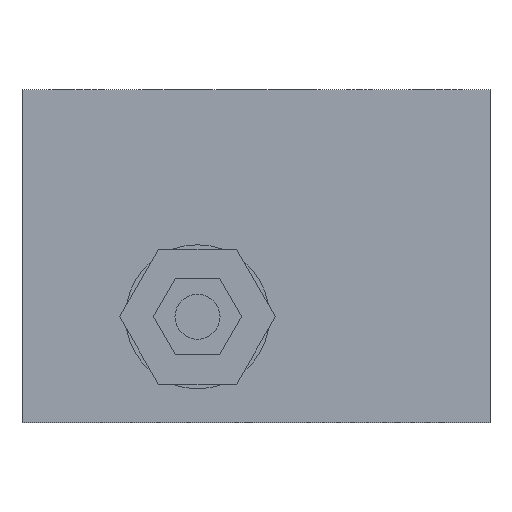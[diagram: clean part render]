
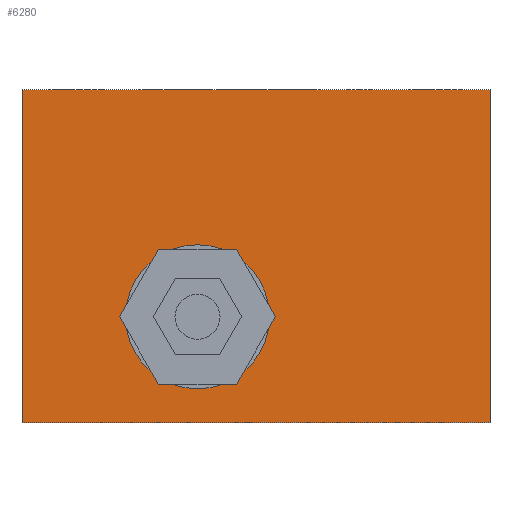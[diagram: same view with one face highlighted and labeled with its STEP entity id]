
A CAD part, front view. The second image highlights one B-rep face of the part: STEP entity #6280.
In plain terms, the highlighted planar face has unit normal (0, -1, 0).
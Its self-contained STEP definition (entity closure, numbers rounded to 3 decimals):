
#163=LINE('',#8322,#718);
#244=LINE('',#8736,#799);
#302=LINE('',#8996,#857);
#588=LINE('',#10650,#1143);
#718=VECTOR('',#6883,104.);
#799=VECTOR('',#7024,74.);
#857=VECTOR('',#7128,74.);
#1143=VECTOR('',#7584,104.);
#1656=FACE_BOUND('',#2691,.T.);
#1843=PLANE('',#6647);
#2208=FACE_OUTER_BOUND('',#2690,.T.);
#2690=EDGE_LOOP('',(#5761,#5762,#5763,#5764));
#2691=EDGE_LOOP('',(#5765));
#2800=CIRCLE('',#6556,16.);
#2916=VERTEX_POINT('',#8319);
#2917=VERTEX_POINT('',#8321);
#2996=VERTEX_POINT('',#8735);
#3047=VERTEX_POINT('',#8995);
#3342=VERTEX_POINT('',#10697);
#3530=EDGE_CURVE('',#2916,#2917,#163,.T.);
#3645=EDGE_CURVE('',#2996,#2917,#244,.T.);
#3721=EDGE_CURVE('',#3047,#2916,#302,.T.);
#4135=EDGE_CURVE('',#2996,#3047,#588,.T.);
#4155=EDGE_CURVE('',#3342,#3342,#2800,.T.);
#5761=ORIENTED_EDGE('',*,*,#3645,.T.);
#5762=ORIENTED_EDGE('',*,*,#3530,.F.);
#5763=ORIENTED_EDGE('',*,*,#3721,.F.);
#5764=ORIENTED_EDGE('',*,*,#4135,.F.);
#5765=ORIENTED_EDGE('',*,*,#4155,.T.);
#6280=ADVANCED_FACE('',(#2208,#1656),#1843,.F.);
#6556=AXIS2_PLACEMENT_3D('',#10698,#7639,#7640);
#6647=AXIS2_PLACEMENT_3D('',#10826,#7821,#7822);
#6883=DIRECTION('',(-1.,0.,0.));
#7024=DIRECTION('',(0.,0.,-1.));
#7128=DIRECTION('',(0.,0.,-1.));
#7584=DIRECTION('',(1.,0.,0.));
#7639=DIRECTION('center_axis',(0.,1.,0.));
#7640=DIRECTION('ref_axis',(1.,0.,0.));
#7821=DIRECTION('center_axis',(0.,1.,0.));
#7822=DIRECTION('ref_axis',(0.,0.,1.));
#8319=CARTESIAN_POINT('',(431.,0.,45.));
#8321=CARTESIAN_POINT('',(327.,0.,45.));
#8322=CARTESIAN_POINT('',(379.,0.,45.));
#8735=CARTESIAN_POINT('',(327.,0.,119.));
#8736=CARTESIAN_POINT('',(327.,0.,82.));
#8995=CARTESIAN_POINT('',(431.,0.,119.));
#8996=CARTESIAN_POINT('',(431.,0.,82.));
#10650=CARTESIAN_POINT('',(379.,0.,119.));
#10697=CARTESIAN_POINT('',(350.,0.,68.5));
#10698=CARTESIAN_POINT('Origin',(366.,0.,68.5));
#10826=CARTESIAN_POINT('Origin',(379.,0.,82.));
